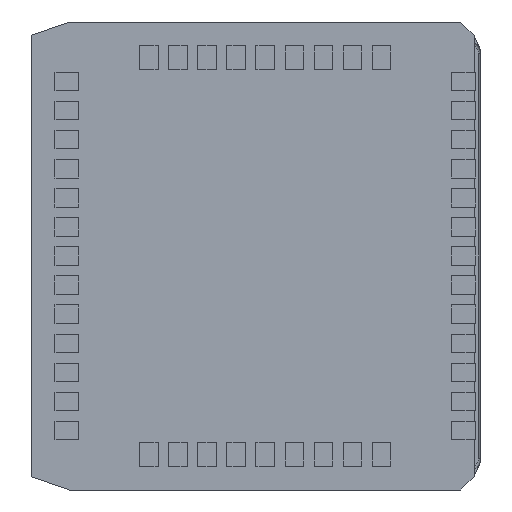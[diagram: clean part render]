
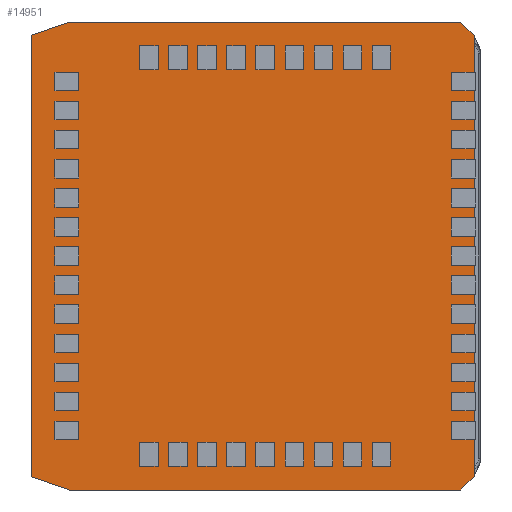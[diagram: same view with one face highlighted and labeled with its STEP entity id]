
A CAD part, front view. The second image highlights one B-rep face of the part: STEP entity #14951.
In plain terms, the highlighted planar face has unit normal (0, -1, 0).
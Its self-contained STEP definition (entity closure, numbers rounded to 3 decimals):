
#14792 = CARTESIAN_POINT ( 'NONE',  ( -7.4, 0.05, 8.85 ) ) ;
#14793 = VERTEX_POINT ( 'NONE', #14792 ) ;
#14794 = CARTESIAN_POINT ( 'NONE',  ( 7.4, 0.05, 8.85 ) ) ;
#14795 = VERTEX_POINT ( 'NONE', #14794 ) ;
#14796 = CARTESIAN_POINT ( 'NONE',  ( -8.85, 0.05, 8.85 ) ) ;
#14797 = DIRECTION ( 'NONE',  ( 1., 0., 0. ) ) ;
#14798 = VECTOR ( 'NONE', #14797, 1000. ) ;
#14799 = LINE ( 'NONE', #14796, #14798 ) ;
#14800 = EDGE_CURVE ( 'NONE', #14793, #14795, #14799, .T. ) ;
#14823 = CARTESIAN_POINT ( 'NONE',  ( 7.9, 0.05, 8.35 ) ) ;
#14824 = VERTEX_POINT ( 'NONE', #14823 ) ;
#14825 = CARTESIAN_POINT ( 'NONE',  ( 7.9, 0.05, -8.35 ) ) ;
#14826 = VERTEX_POINT ( 'NONE', #14825 ) ;
#14827 = CARTESIAN_POINT ( 'NONE',  ( 7.9, 0.05, -8.85 ) ) ;
#14828 = DIRECTION ( 'NONE',  ( 0., 0., -1. ) ) ;
#14829 = VECTOR ( 'NONE', #14828, 1000. ) ;
#14830 = LINE ( 'NONE', #14827, #14829 ) ;
#14831 = EDGE_CURVE ( 'NONE', #14824, #14826, #14830, .T. ) ;
#14855 = CARTESIAN_POINT ( 'NONE',  ( 7.4, 0.05, -8.85 ) ) ;
#14856 = VERTEX_POINT ( 'NONE', #14855 ) ;
#14863 = CARTESIAN_POINT ( 'NONE',  ( -7.4, 0.05, -8.85 ) ) ;
#14864 = VERTEX_POINT ( 'NONE', #14863 ) ;
#14865 = CARTESIAN_POINT ( 'NONE',  ( -8.85, 0.05, -8.85 ) ) ;
#14866 = DIRECTION ( 'NONE',  ( -1., 0., 0. ) ) ;
#14867 = VECTOR ( 'NONE', #14866, 1000. ) ;
#14868 = LINE ( 'NONE', #14865, #14867 ) ;
#14869 = EDGE_CURVE ( 'NONE', #14856, #14864, #14868, .T. ) ;
#14885 = CARTESIAN_POINT ( 'NONE',  ( -8.85, 0.05, -8.35 ) ) ;
#14886 = VERTEX_POINT ( 'NONE', #14885 ) ;
#14887 = CARTESIAN_POINT ( 'NONE',  ( -8.85, 0.05, 8.35 ) ) ;
#14888 = VERTEX_POINT ( 'NONE', #14887 ) ;
#14889 = CARTESIAN_POINT ( 'NONE',  ( -8.85, 0.05, -8.85 ) ) ;
#14890 = DIRECTION ( 'NONE',  ( 0., 0., 1. ) ) ;
#14891 = VECTOR ( 'NONE', #14890, 1000. ) ;
#14892 = LINE ( 'NONE', #14889, #14891 ) ;
#14893 = EDGE_CURVE ( 'NONE', #14886, #14888, #14892, .T. ) ;
#14916 = ORIENTED_EDGE ( 'NONE', *, *, #14869, .F. ) ;
#14917 = CARTESIAN_POINT ( 'NONE',  ( 8.125, 0.05, -8.6 ) ) ;
#14918 = DIRECTION ( 'NONE',  ( 0.707, 0., 0.707 ) ) ;
#14919 = VECTOR ( 'NONE', #14918, 1000. ) ;
#14920 = LINE ( 'NONE', #14917, #14919 ) ;
#14921 = EDGE_CURVE ( 'NONE', #14856, #14826, #14920, .T. ) ;
#14922 = ORIENTED_EDGE ( 'NONE', *, *, #14921, .T. ) ;
#14923 = ORIENTED_EDGE ( 'NONE', *, *, #14831, .F. ) ;
#14924 = CARTESIAN_POINT ( 'NONE',  ( 8.125, 0.05, 8.6 ) ) ;
#14925 = DIRECTION ( 'NONE',  ( -0.707, 0., 0.707 ) ) ;
#14926 = VECTOR ( 'NONE', #14925, 1000. ) ;
#14927 = LINE ( 'NONE', #14924, #14926 ) ;
#14928 = EDGE_CURVE ( 'NONE', #14824, #14795, #14927, .T. ) ;
#14929 = ORIENTED_EDGE ( 'NONE', *, *, #14928, .T. ) ;
#14930 = ORIENTED_EDGE ( 'NONE', *, *, #14800, .F. ) ;
#14931 = CARTESIAN_POINT ( 'NONE',  ( -8.125, 0.05, 8.6 ) ) ;
#14932 = DIRECTION ( 'NONE',  ( -0.707, 0., -0.707 ) ) ;
#14933 = VECTOR ( 'NONE', #14932, 1000. ) ;
#14934 = LINE ( 'NONE', #14931, #14933 ) ;
#14935 = EDGE_CURVE ( 'NONE', #14793, #14888, #14934, .T. ) ;
#14936 = ORIENTED_EDGE ( 'NONE', *, *, #14935, .T. ) ;
#14937 = ORIENTED_EDGE ( 'NONE', *, *, #14893, .F. ) ;
#14938 = CARTESIAN_POINT ( 'NONE',  ( -8.125, 0.05, -8.6 ) ) ;
#14939 = DIRECTION ( 'NONE',  ( 0.707, 0., -0.707 ) ) ;
#14940 = VECTOR ( 'NONE', #14939, 1000. ) ;
#14941 = LINE ( 'NONE', #14938, #14940 ) ;
#14942 = EDGE_CURVE ( 'NONE', #14886, #14864, #14941, .T. ) ;
#14943 = ORIENTED_EDGE ( 'NONE', *, *, #14942, .T. ) ;
#14944 = EDGE_LOOP ( 'NONE', ( #14916, #14922, #14923, #14929, #14930, #14936, #14937, #14943 ) ) ;
#14945 = FACE_OUTER_BOUND ( 'NONE', #14944, .T. ) ;
#14946 = CARTESIAN_POINT ( 'NONE',  ( 0., 0.05, 0. ) ) ;
#14947 = DIRECTION ( 'NONE',  ( 0., -1., 0. ) ) ;
#14948 = DIRECTION ( 'NONE',  ( 1., 0., 0. ) ) ;
#14949 = AXIS2_PLACEMENT_3D ( 'NONE', #14946, #14947, #14948 ) ;
#14950 = PLANE ( 'NONE', #14949 ) ;
#14951 = ADVANCED_FACE ( 'NONE', ( #14945 ), #14950, .T. ) ;
